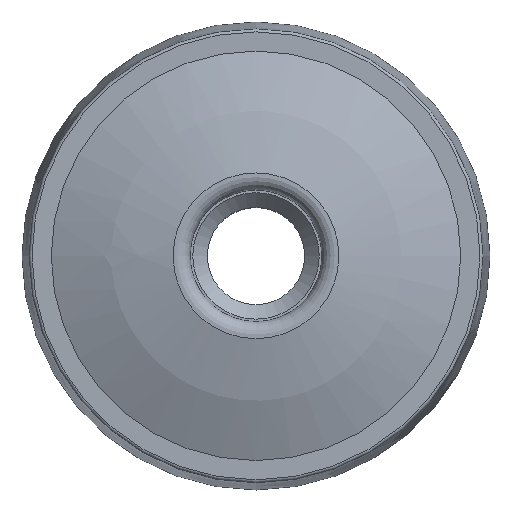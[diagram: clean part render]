
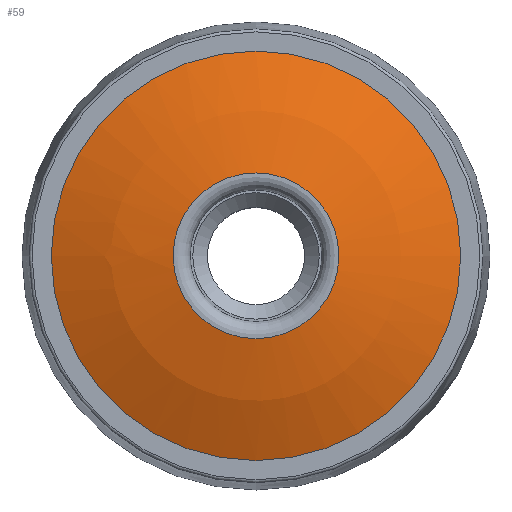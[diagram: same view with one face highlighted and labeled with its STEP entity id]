
A CAD part, top view. The second image highlights one B-rep face of the part: STEP entity #59.
In plain terms, the highlighted spherical face has radius 34.167 mm.
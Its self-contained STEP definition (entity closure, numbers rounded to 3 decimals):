
#59 = ADVANCED_FACE( '', ( #128, #129 ), #130, .T. );
#128 = FACE_OUTER_BOUND( '', #203, .T. );
#129 = FACE_OUTER_BOUND( '', #204, .T. );
#130 = SPHERICAL_SURFACE( '', #205, 34.167 );
#203 = EDGE_LOOP( '', ( #290 ) );
#204 = EDGE_LOOP( '', ( #291 ) );
#205 = AXIS2_PLACEMENT_3D( '', #292, #293, #294 );
#290 = ORIENTED_EDGE( '', *, *, #360, .T. );
#291 = ORIENTED_EDGE( '', *, *, #358, .T. );
#292 = CARTESIAN_POINT( '', ( 0., 0., -16.167 ) );
#293 = DIRECTION( '', ( 0., 0., 1. ) );
#294 = DIRECTION( '', ( 0., 1., 0. ) );
#358 = EDGE_CURVE( '', #404, #404, #405, .T. );
#360 = EDGE_CURVE( '', #407, #407, #408, .T. );
#404 = VERTEX_POINT( '', #455 );
#405 = CIRCLE( '', #456, 14. );
#407 = VERTEX_POINT( '', #458 );
#408 = CIRCLE( '', #459, 5.666 );
#455 = CARTESIAN_POINT( '', ( 0., -14., 15. ) );
#456 = AXIS2_PLACEMENT_3D( '', #509, #510, #511 );
#458 = CARTESIAN_POINT( '', ( -5.666, 0., 17.527 ) );
#459 = AXIS2_PLACEMENT_3D( '', #512, #513, #514 );
#509 = CARTESIAN_POINT( '', ( 0., 0., 15. ) );
#510 = DIRECTION( '', ( 0., 0., 1. ) );
#511 = DIRECTION( '', ( 0., -1., 0. ) );
#512 = CARTESIAN_POINT( '', ( 0., 0., 17.527 ) );
#513 = DIRECTION( '', ( 0., 0., -1. ) );
#514 = DIRECTION( '', ( -1., 0., 0. ) );
